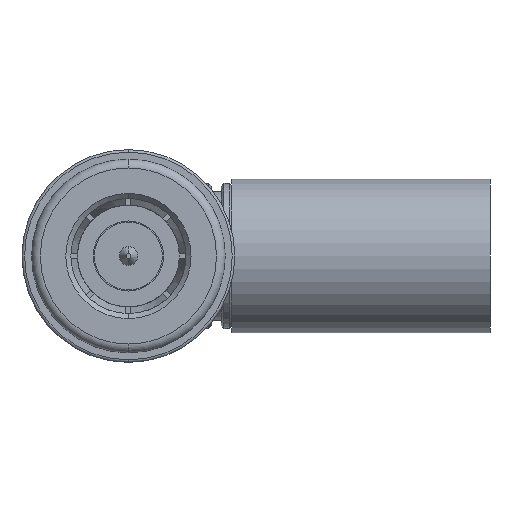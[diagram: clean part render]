
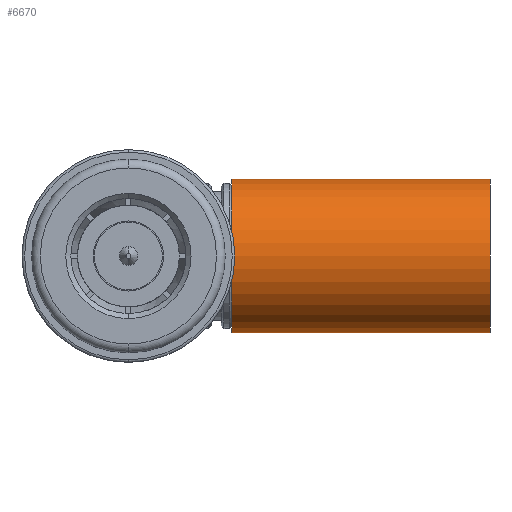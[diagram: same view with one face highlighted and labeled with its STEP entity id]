
A CAD part, left-side view. The second image highlights one B-rep face of the part: STEP entity #6670.
In plain terms, the highlighted cylindrical face has radius 3.772 mm (diameter 7.544 mm), a partial arc.
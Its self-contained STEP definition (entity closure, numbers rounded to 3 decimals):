
#85 = DIRECTION ( 'NONE',  ( 0., 1., 0. ) ) ;
#125 = EDGE_CURVE ( 'NONE', #9462, #4808, #5403, .T. ) ;
#709 = CARTESIAN_POINT ( 'NONE',  ( 17.374, -17.78, 0. ) ) ;
#801 = CARTESIAN_POINT ( 'NONE',  ( 17.374, -5.08, 3.772 ) ) ;
#831 = CARTESIAN_POINT ( 'NONE',  ( 17.374, 3.175, 3.772 ) ) ;
#1099 = CARTESIAN_POINT ( 'NONE',  ( 17.374, -17.78, 3.772 ) ) ;
#1144 = VERTEX_POINT ( 'NONE', #801 ) ;
#1315 = VECTOR ( 'NONE', #6811, 1000. ) ;
#1460 = DIRECTION ( 'NONE',  ( 0., 0., 1. ) ) ;
#1649 = VERTEX_POINT ( 'NONE', #1099 ) ;
#1672 = LINE ( 'NONE', #831, #5267 ) ;
#2270 = EDGE_CURVE ( 'NONE', #4808, #1144, #2302, .T. ) ;
#2302 = CIRCLE ( 'NONE', #2447, 3.772 ) ;
#2316 = DIRECTION ( 'NONE',  ( 0., 1., 0. ) ) ;
#2447 = AXIS2_PLACEMENT_3D ( 'NONE', #7526, #2316, #3300 ) ;
#3102 = CARTESIAN_POINT ( 'NONE',  ( 17.374, -5.08, -3.772 ) ) ;
#3300 = DIRECTION ( 'NONE',  ( 0., 0., 1. ) ) ;
#4278 = EDGE_CURVE ( 'NONE', #1649, #1144, #1672, .T. ) ;
#4358 = ORIENTED_EDGE ( 'NONE', *, *, #4278, .T. ) ;
#4808 = VERTEX_POINT ( 'NONE', #3102 ) ;
#4988 = CYLINDRICAL_SURFACE ( 'NONE', #5131, 3.772 ) ;
#5131 = AXIS2_PLACEMENT_3D ( 'NONE', #8377, #85, #5408 ) ;
#5267 = VECTOR ( 'NONE', #8429, 1000. ) ;
#5403 = LINE ( 'NONE', #9211, #1315 ) ;
#5408 = DIRECTION ( 'NONE',  ( 0., 0., 1. ) ) ;
#5462 = CIRCLE ( 'NONE', #8502, 3.772 ) ;
#5977 = CARTESIAN_POINT ( 'NONE',  ( 17.374, -17.78, -3.772 ) ) ;
#6066 = DIRECTION ( 'NONE',  ( 0., 1., 0. ) ) ;
#6397 = EDGE_LOOP ( 'NONE', ( #9208, #7175, #4358, #8765 ) ) ;
#6670 = ADVANCED_FACE ( 'NONE', ( #9009 ), #4988, .T. ) ;
#6811 = DIRECTION ( 'NONE',  ( 0., 1., 0. ) ) ;
#7164 = EDGE_CURVE ( 'NONE', #9462, #1649, #5462, .T. ) ;
#7175 = ORIENTED_EDGE ( 'NONE', *, *, #7164, .T. ) ;
#7526 = CARTESIAN_POINT ( 'NONE',  ( 17.374, -5.08, 0. ) ) ;
#8377 = CARTESIAN_POINT ( 'NONE',  ( 17.374, 3.175, 0. ) ) ;
#8429 = DIRECTION ( 'NONE',  ( 0., 1., 0. ) ) ;
#8502 = AXIS2_PLACEMENT_3D ( 'NONE', #709, #6066, #1460 ) ;
#8765 = ORIENTED_EDGE ( 'NONE', *, *, #2270, .F. ) ;
#9009 = FACE_OUTER_BOUND ( 'NONE', #6397, .T. ) ;
#9208 = ORIENTED_EDGE ( 'NONE', *, *, #125, .F. ) ;
#9211 = CARTESIAN_POINT ( 'NONE',  ( 17.374, 3.175, -3.772 ) ) ;
#9462 = VERTEX_POINT ( 'NONE', #5977 ) ;
